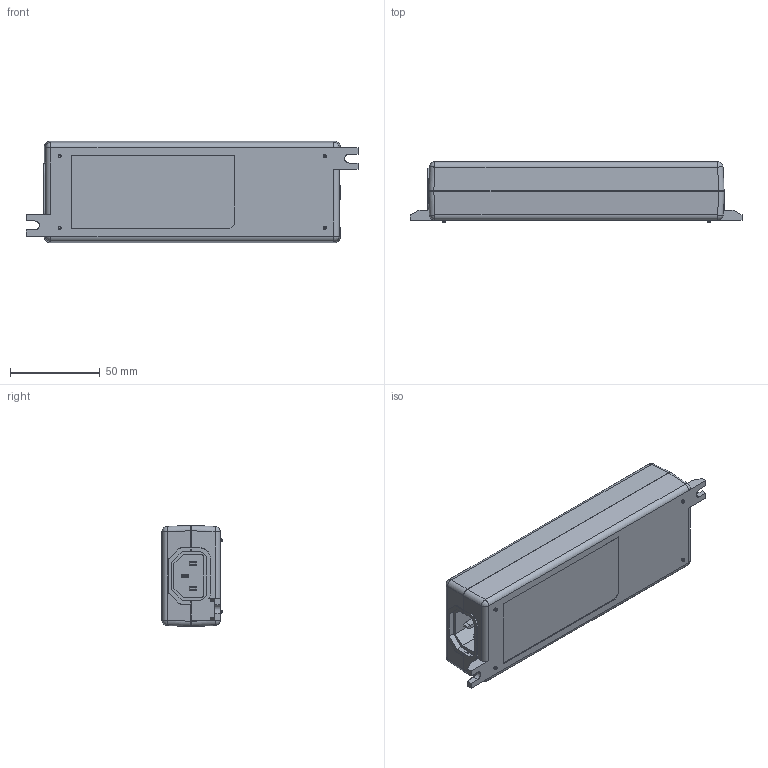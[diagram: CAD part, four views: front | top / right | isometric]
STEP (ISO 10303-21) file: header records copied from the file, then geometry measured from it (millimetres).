
FILE_DESCRIPTION((''),'2;1');
FILE_NAME('70W-HOUSING_ASM','2022-01-18T14:24:00',('jirenqiang'),(''),'CREO PARAMETRIC BY PTC INC, 2018050','CREO PARAMETRIC BY PTC INC, 2018050','');
FILE_SCHEMA(('AUTOMOTIVE_DESIGN { 1 0 10303 214 1 1 1 1 }'));
Length unit declared in the file: millimetre
Products named in the file (8): 70W-BTM-CASE; 70W-TOP-CASE; PCB; INLET; DATA; PCBA_ASM; LED-LENS; 70W-HOUSING_ASM
Assembly tree (8 placements, depth 3):
  70W-HOUSING_ASM
    70W-BTM-CASE
    70W-TOP-CASE
    PCBA_ASM
      PCB
      INLET
      DATA  x2
    LED-LENS
Bounding box: 185.3 x 33.5 x 56.5 mm (x, y, z)
Volume: 93861.9 mm3; surface area: 90509.6 mm2
Topology: 8 solids, 14 shells, 1459 faces, 3875 edges, 2559 vertices
Faces by surface type: plane 1192, cylinder 215, sphere 14, extrusion 12, torus 9, bspline 9, cone 8
Entity records: 57783 total; most frequent: CARTESIAN_POINT 8698, ORIENTED_EDGE 7692, DIRECTION 7124, PRESENTATION_STYLE_ASSIGNMENT 3922, STYLED_ITEM 3877, CURVE_STYLE 3863, EDGE_CURVE 3863, VECTOR 3384
